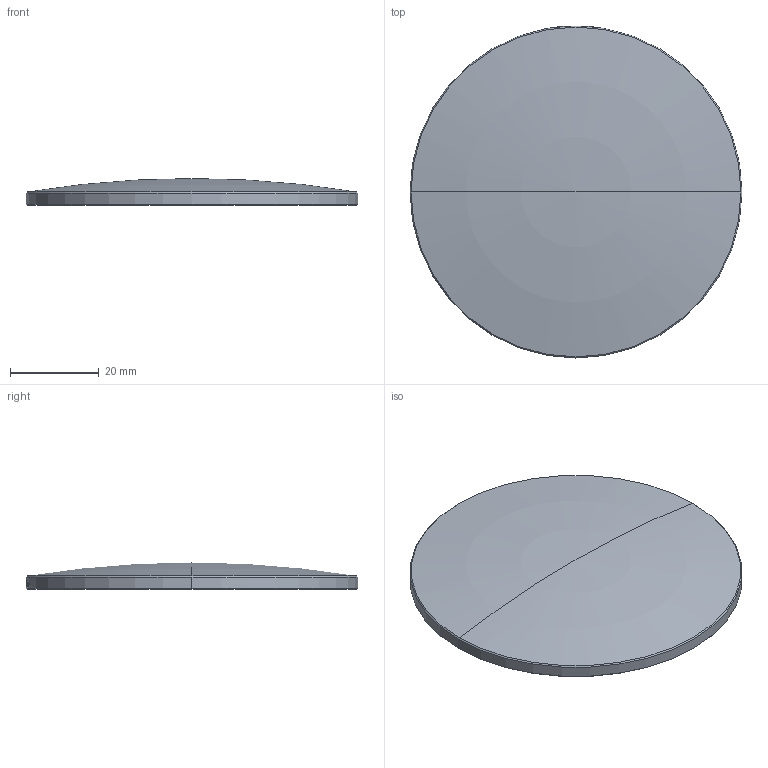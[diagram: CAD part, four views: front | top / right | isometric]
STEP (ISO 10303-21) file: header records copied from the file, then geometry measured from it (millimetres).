
FILE_DESCRIPTION (( 'STEP AP214' ), '1' );
FILE_NAME ('CTN018088-E0W.STEP', '2022-02-15T06:16:37', ( '' ), ( '' ), 'SwSTEP 2.0', 'SolidWorks 2018', '' );
FILE_SCHEMA (( 'AUTOMOTIVE_DESIGN' ));
Length unit declared in the file: millimetre
Products named in the file (2): CTN018155; CTN018088-E0W
Assembly tree (1 placements, depth 2):
  CTN018088-E0W
    CTN018155
Bounding box: 75 x 75 x 6.08 mm (x, y, z)
Volume: 20055.9 mm3; surface area: 9509.7 mm2
Topology: 1 solids, 1 shells, 25 faces, 170 edges, 161 vertices
Faces by surface type: cylinder 18, cone 4, torus 2, plane 1
Entity records: 2643 total; most frequent: CARTESIAN_POINT 1369, ORIENTED_EDGE 336, EDGE_CURVE 168, VERTEX_POINT 161, DIRECTION 158, B_SPLINE_CURVE_WITH_KNOTS 104, AXIS2_PLACEMENT_3D 65, EDGE_LOOP 41
